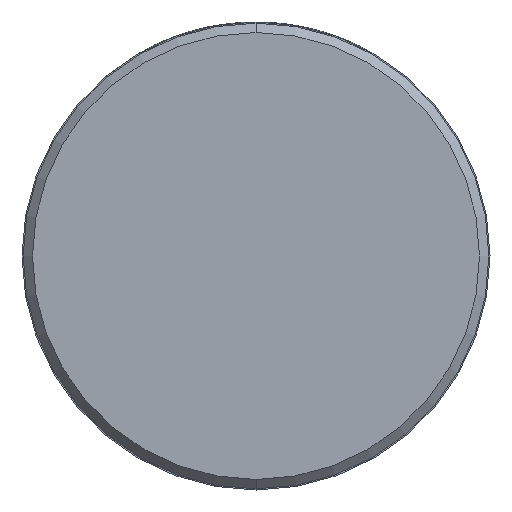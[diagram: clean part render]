
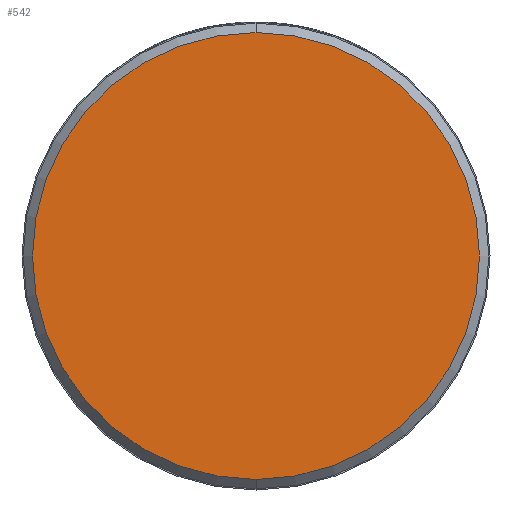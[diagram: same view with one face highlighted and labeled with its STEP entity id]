
A CAD part, front view. The second image highlights one B-rep face of the part: STEP entity #542.
In plain terms, the highlighted planar face has unit normal (0, -1, 0).
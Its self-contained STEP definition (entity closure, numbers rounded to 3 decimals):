
#190 = EDGE_CURVE ( 'NONE', #2334, #1619, #3063, .T. ) ;
#542 = ADVANCED_FACE ( 'NONE', ( #990 ), #900, .F. ) ;
#774 = EDGE_CURVE ( 'NONE', #1619, #2334, #1146, .T. ) ;
#797 = AXIS2_PLACEMENT_3D ( 'NONE', #2328, #1760, #2290 ) ;
#900 = PLANE ( 'NONE',  #797 ) ;
#990 = FACE_OUTER_BOUND ( 'NONE', #3386, .T. ) ;
#1137 = AXIS2_PLACEMENT_3D ( 'NONE', #3599, #3674, #3384 ) ;
#1146 = CIRCLE ( 'NONE', #1137, 47.75 ) ;
#1195 = CARTESIAN_POINT ( 'NONE',  ( 0., 0., 47.75 ) ) ;
#1406 = ORIENTED_EDGE ( 'NONE', *, *, #774, .T. ) ;
#1552 = AXIS2_PLACEMENT_3D ( 'NONE', #2877, #2323, #3694 ) ;
#1619 = VERTEX_POINT ( 'NONE', #1815 ) ;
#1760 = DIRECTION ( 'NONE',  ( 0., 1., 0. ) ) ;
#1815 = CARTESIAN_POINT ( 'NONE',  ( 0., 0., -47.75 ) ) ;
#2290 = DIRECTION ( 'NONE',  ( 0., 0., 1. ) ) ;
#2323 = DIRECTION ( 'NONE',  ( 0., -1., 0. ) ) ;
#2328 = CARTESIAN_POINT ( 'NONE',  ( 0., 0., 0. ) ) ;
#2334 = VERTEX_POINT ( 'NONE', #1195 ) ;
#2584 = ORIENTED_EDGE ( 'NONE', *, *, #190, .T. ) ;
#2877 = CARTESIAN_POINT ( 'NONE',  ( 0., 0., 0. ) ) ;
#3063 = CIRCLE ( 'NONE', #1552, 47.75 ) ;
#3384 = DIRECTION ( 'NONE',  ( 0., 0., 1. ) ) ;
#3386 = EDGE_LOOP ( 'NONE', ( #2584, #1406 ) ) ;
#3599 = CARTESIAN_POINT ( 'NONE',  ( 0., 0., 0. ) ) ;
#3674 = DIRECTION ( 'NONE',  ( 0., -1., 0. ) ) ;
#3694 = DIRECTION ( 'NONE',  ( 0., 0., 1. ) ) ;
